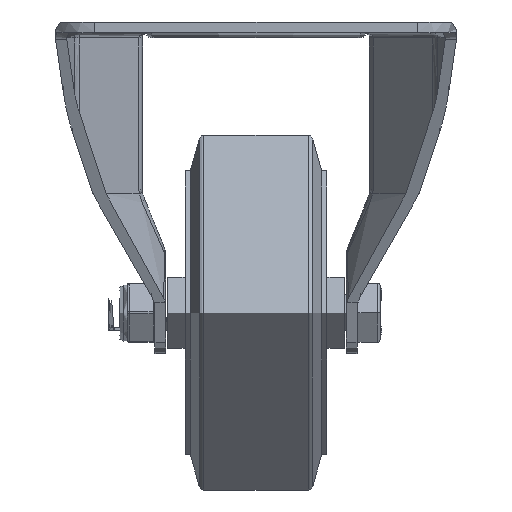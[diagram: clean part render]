
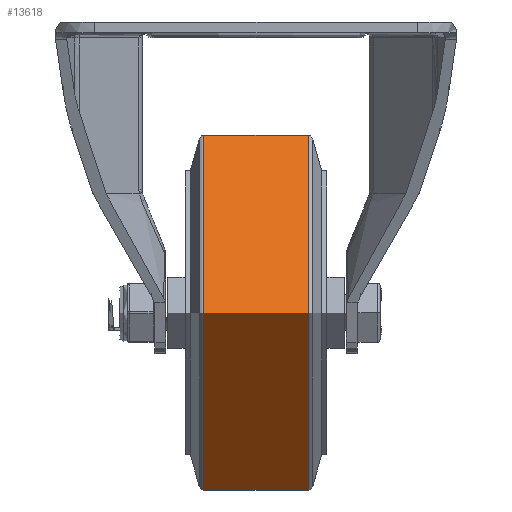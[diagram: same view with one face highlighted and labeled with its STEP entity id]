
A CAD part, left-side view. The second image highlights one B-rep face of the part: STEP entity #13618.
In plain terms, the highlighted cylindrical face has radius 50 mm (diameter 100 mm), a full revolution.
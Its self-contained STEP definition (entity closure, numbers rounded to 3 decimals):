
#1928=FACE_OUTER_BOUND('',#2763,.T.);
#2763=EDGE_LOOP('',(#10369,#10370,#10371,#10372));
#3710=LINE('',#30224,#4615);
#4615=VECTOR('',#16665,50.);
#5425=CIRCLE('',#14776,50.);
#5426=CIRCLE('',#14778,50.);
#6130=VERTEX_POINT('',#30219);
#6131=VERTEX_POINT('',#30223);
#7685=EDGE_CURVE('',#6130,#6130,#5425,.T.);
#7686=EDGE_CURVE('',#6130,#6131,#3710,.T.);
#7687=EDGE_CURVE('',#6131,#6131,#5426,.T.);
#10369=ORIENTED_EDGE('',*,*,#7685,.F.);
#10370=ORIENTED_EDGE('',*,*,#7686,.T.);
#10371=ORIENTED_EDGE('',*,*,#7687,.T.);
#10372=ORIENTED_EDGE('',*,*,#7686,.F.);
#13255=CYLINDRICAL_SURFACE('',#14777,50.);
#13618=ADVANCED_FACE('',(#1928),#13255,.T.);
#14776=AXIS2_PLACEMENT_3D('',#30221,#16661,#16662);
#14777=AXIS2_PLACEMENT_3D('',#30222,#16663,#16664);
#14778=AXIS2_PLACEMENT_3D('',#30225,#16666,#16667);
#16661=DIRECTION('center_axis',(0.,1.,0.));
#16662=DIRECTION('ref_axis',(0.,0.,
1.));
#16663=DIRECTION('center_axis',(0.,1.,0.));
#16664=DIRECTION('ref_axis',(0.,0.,
1.));
#16665=DIRECTION('',(0.,-1.,0.));
#16666=DIRECTION('center_axis',(0.,1.,0.));
#16667=DIRECTION('ref_axis',(0.,0.,
1.));
#30219=CARTESIAN_POINT('',(0.,14.684,-50.));
#30221=CARTESIAN_POINT('Origin',(0.,14.684,
0.));
#30222=CARTESIAN_POINT('Origin',(0.,0.,
0.));
#30223=CARTESIAN_POINT('',(0.,-14.684,-50.));
#30224=CARTESIAN_POINT('',(0.,0.,
-50.));
#30225=CARTESIAN_POINT('Origin',(0.,-14.684,
0.));
